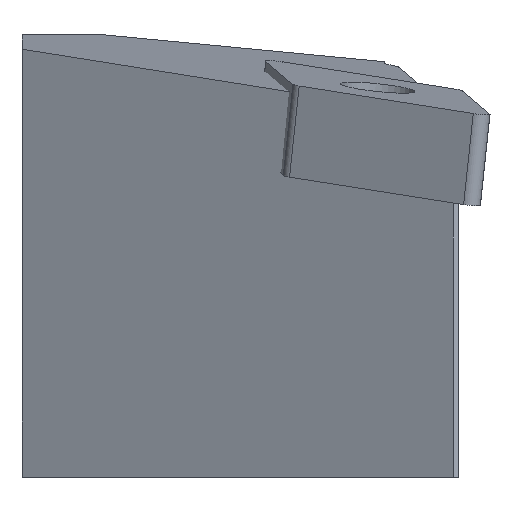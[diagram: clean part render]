
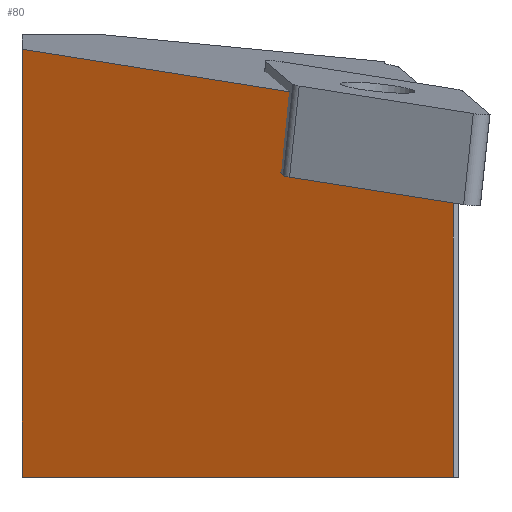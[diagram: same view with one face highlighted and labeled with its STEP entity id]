
A CAD part, left-side view. The second image highlights one B-rep face of the part: STEP entity #80.
In plain terms, the highlighted planar face has unit normal (-0.891, 0.454, 0).
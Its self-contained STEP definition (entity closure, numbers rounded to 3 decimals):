
#80=ADVANCED_FACE('',(#119),#99,.F.);
#99=PLANE('',#492);
#119=FACE_OUTER_BOUND('',#146,.T.);
#146=EDGE_LOOP('',(#217,#218,#219,#220));
#217=ORIENTED_EDGE('',*,*,#349,.T.);
#218=ORIENTED_EDGE('',*,*,#350,.T.);
#219=ORIENTED_EDGE('',*,*,#351,.F.);
#220=ORIENTED_EDGE('',*,*,#348,.T.);
#295=VERTEX_POINT('',#685);
#300=VERTEX_POINT('',#695);
#301=VERTEX_POINT('',#699);
#302=VERTEX_POINT('',#701);
#348=EDGE_CURVE('',#295,#300,#397,.T.);
#349=EDGE_CURVE('',#300,#301,#398,.T.);
#350=EDGE_CURVE('',#301,#302,#399,.T.);
#351=EDGE_CURVE('',#295,#302,#400,.T.);
#397=LINE('',#696,#444);
#398=LINE('',#698,#445);
#399=LINE('',#700,#446);
#400=LINE('',#702,#447);
#444=VECTOR('',#572,1.);
#445=VECTOR('',#575,1.);
#446=VECTOR('',#576,1.);
#447=VECTOR('',#577,1.);
#492=AXIS2_PLACEMENT_3D('',#703,#578,#579);
#572=DIRECTION('',(0.,0.,-1.));
#575=DIRECTION('',(-0.454,-0.891,0.));
#576=DIRECTION('',(0.,0.,1.));
#577=DIRECTION('',(-0.449,-0.882,-0.14));
#578=DIRECTION('',(0.891,-0.454,0.));
#579=DIRECTION('',(0.454,0.891,0.));
#685=CARTESIAN_POINT('',(18.134,32.483,4.651));
#695=CARTESIAN_POINT('',(18.134,32.483,-24.858));
#696=CARTESIAN_POINT('',(18.134,32.483,5.642));
#698=CARTESIAN_POINT('',(18.134,32.483,-24.858));
#699=CARTESIAN_POINT('',(2.973,2.728,-24.858));
#700=CARTESIAN_POINT('',(2.973,2.728,5.642));
#701=CARTESIAN_POINT('',(2.973,2.728,-0.087));
#702=CARTESIAN_POINT('',(18.197,32.606,4.671));
#703=CARTESIAN_POINT('',(18.134,32.483,5.642));
